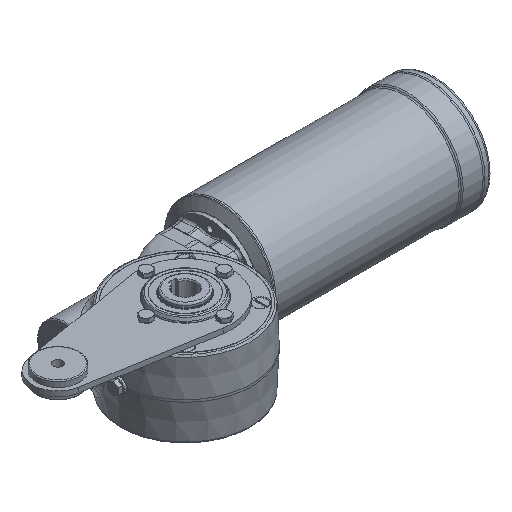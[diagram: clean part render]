
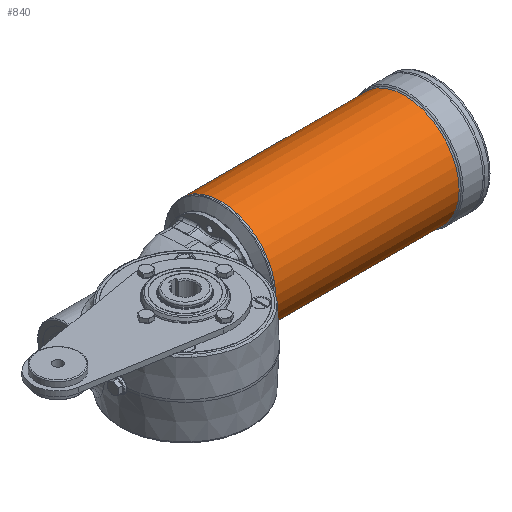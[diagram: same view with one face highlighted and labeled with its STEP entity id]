
A CAD part, isometric view. The second image highlights one B-rep face of the part: STEP entity #840.
In plain terms, the highlighted cylindrical face has radius 64.5 mm (diameter 129 mm), a full revolution.
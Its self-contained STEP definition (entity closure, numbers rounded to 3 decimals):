
#840 = ADVANCED_FACE( '', ( #2281, #2282 ), #2283, .T. );
#2281 = FACE_OUTER_BOUND( '', #5716, .T. );
#2282 = FACE_OUTER_BOUND( '', #5717, .T. );
#2283 = CYLINDRICAL_SURFACE( '', #5718, 64.5 );
#5716 = EDGE_LOOP( '', ( #13143 ) );
#5717 = EDGE_LOOP( '', ( #13144 ) );
#5718 = AXIS2_PLACEMENT_3D( '', #13145, #13146, #13147 );
#13143 = ORIENTED_EDGE( '', *, *, #17593, .T. );
#13144 = ORIENTED_EDGE( '', *, *, #17594, .T. );
#13145 = CARTESIAN_POINT( '', ( 265.168, 63., 0. ) );
#13146 = DIRECTION( '', ( -1., 0., 0. ) );
#13147 = DIRECTION( '', ( 0., 1., 0. ) );
#17593 = EDGE_CURVE( '', #19704, #19704, #19705, .F. );
#17594 = EDGE_CURVE( '', #19706, #19706, #19707, .T. );
#19704 = VERTEX_POINT( '', #23576 );
#19705 = CIRCLE( '', #23577, 64.5 );
#19706 = VERTEX_POINT( '', #23578 );
#19707 = CIRCLE( '', #23579, 64.5 );
#23576 = CARTESIAN_POINT( '', ( 321.172, 127.5, 0. ) );
#23577 = AXIS2_PLACEMENT_3D( '', #28883, #28884, #28885 );
#23578 = CARTESIAN_POINT( '', ( 105., 127.5, 0. ) );
#23579 = AXIS2_PLACEMENT_3D( '', #28886, #28887, #28888 );
#28883 = CARTESIAN_POINT( '', ( 321.172, 63., 0. ) );
#28884 = DIRECTION( '', ( 1., 0., 0. ) );
#28885 = DIRECTION( '', ( 0., 1., 0. ) );
#28886 = CARTESIAN_POINT( '', ( 105., 63., 0. ) );
#28887 = DIRECTION( '', ( 1., 0., 0. ) );
#28888 = DIRECTION( '', ( 0., 1., 0. ) );
